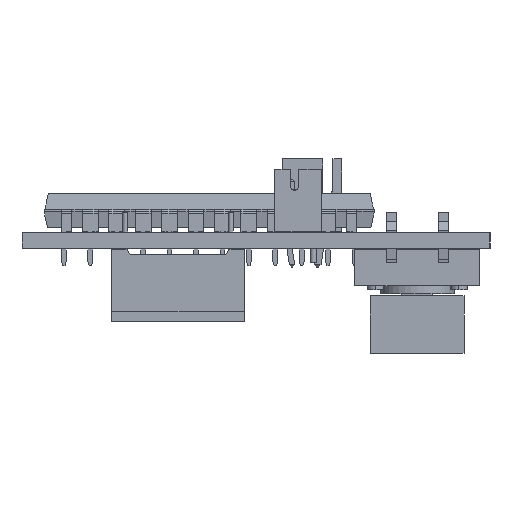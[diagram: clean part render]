
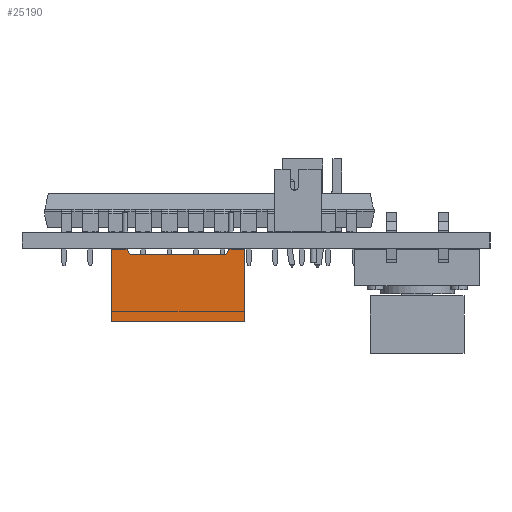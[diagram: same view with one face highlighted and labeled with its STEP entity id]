
A CAD part, left-side view. The second image highlights one B-rep face of the part: STEP entity #25190.
In plain terms, the highlighted face is planar.
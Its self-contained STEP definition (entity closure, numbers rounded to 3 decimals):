
#24927 = VERTEX_POINT('',#24928);
#24928 = CARTESIAN_POINT('',(20.1,0.,4.9));
#24934 = EDGE_CURVE('',#24935,#24927,#24937,.T.);
#24935 = VERTEX_POINT('',#24936);
#24936 = CARTESIAN_POINT('',(20.1,0.,6.4));
#24937 = LINE('',#24938,#24939);
#24938 = CARTESIAN_POINT('',(20.1,0.,6.4));
#24939 = VECTOR('',#24940,1.);
#24940 = DIRECTION('',(0.,0.,-1.));
#25058 = EDGE_CURVE('',#25059,#25061,#25063,.T.);
#25059 = VERTEX_POINT('',#25060);
#25060 = CARTESIAN_POINT('',(20.1,0.,-4.9));
#25061 = VERTEX_POINT('',#25062);
#25062 = CARTESIAN_POINT('',(20.1,0.,-6.4));
#25063 = LINE('',#25064,#25065);
#25064 = CARTESIAN_POINT('',(20.1,0.,6.4));
#25065 = VECTOR('',#25066,1.);
#25066 = DIRECTION('',(0.,0.,-1.));
#25169 = EDGE_CURVE('',#25170,#24935,#25172,.T.);
#25170 = VERTEX_POINT('',#25171);
#25171 = CARTESIAN_POINT('',(20.1,7.,6.4));
#25172 = LINE('',#25173,#25174);
#25173 = CARTESIAN_POINT('',(20.1,7.,6.4));
#25174 = VECTOR('',#25175,1.);
#25175 = DIRECTION('',(-0.,-1.,-0.));
#25190 = ADVANCED_FACE('',(#25191),#25232,.F.);
#25191 = FACE_BOUND('',#25192,.T.);
#25192 = EDGE_LOOP('',(#25193,#25194,#25202,#25210,#25216,#25217,#25225,
    #25231));
#25193 = ORIENTED_EDGE('',*,*,#24934,.T.);
#25194 = ORIENTED_EDGE('',*,*,#25195,.F.);
#25195 = EDGE_CURVE('',#25196,#24927,#25198,.T.);
#25196 = VERTEX_POINT('',#25197);
#25197 = CARTESIAN_POINT('',(20.1,0.5,4.611));
#25198 = LINE('',#25199,#25200);
#25199 = CARTESIAN_POINT('',(20.1,0.,4.9));
#25200 = VECTOR('',#25201,1.);
#25201 = DIRECTION('',(-0.,-0.866,0.5));
#25202 = ORIENTED_EDGE('',*,*,#25203,.F.);
#25203 = EDGE_CURVE('',#25204,#25196,#25206,.T.);
#25204 = VERTEX_POINT('',#25205);
#25205 = CARTESIAN_POINT('',(20.1,0.5,-4.611));
#25206 = LINE('',#25207,#25208);
#25207 = CARTESIAN_POINT('',(20.1,0.5,4.611));
#25208 = VECTOR('',#25209,1.);
#25209 = DIRECTION('',(-0.,-0.,1.));
#25210 = ORIENTED_EDGE('',*,*,#25211,.F.);
#25211 = EDGE_CURVE('',#25059,#25204,#25212,.T.);
#25212 = LINE('',#25213,#25214);
#25213 = CARTESIAN_POINT('',(20.1,0.,-4.9));
#25214 = VECTOR('',#25215,1.);
#25215 = DIRECTION('',(0.,0.866,0.5));
#25216 = ORIENTED_EDGE('',*,*,#25058,.T.);
#25217 = ORIENTED_EDGE('',*,*,#25218,.F.);
#25218 = EDGE_CURVE('',#25219,#25061,#25221,.T.);
#25219 = VERTEX_POINT('',#25220);
#25220 = CARTESIAN_POINT('',(20.1,7.,-6.4));
#25221 = LINE('',#25222,#25223);
#25222 = CARTESIAN_POINT('',(20.1,7.,-6.4));
#25223 = VECTOR('',#25224,1.);
#25224 = DIRECTION('',(-0.,-1.,-0.));
#25225 = ORIENTED_EDGE('',*,*,#25226,.F.);
#25226 = EDGE_CURVE('',#25170,#25219,#25227,.T.);
#25227 = LINE('',#25228,#25229);
#25228 = CARTESIAN_POINT('',(20.1,7.,6.4));
#25229 = VECTOR('',#25230,1.);
#25230 = DIRECTION('',(0.,0.,-1.));
#25231 = ORIENTED_EDGE('',*,*,#25169,.T.);
#25232 = PLANE('',#25233);
#25233 = AXIS2_PLACEMENT_3D('',#25234,#25235,#25236);
#25234 = CARTESIAN_POINT('',(20.1,7.,6.4));
#25235 = DIRECTION('',(-1.,0.,0.));
#25236 = DIRECTION('',(0.,0.,1.));
